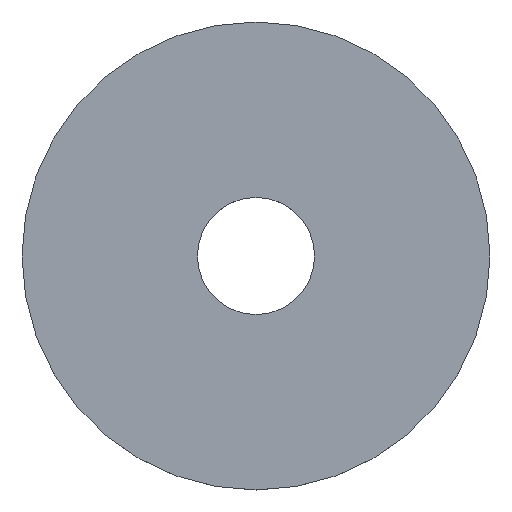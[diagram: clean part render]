
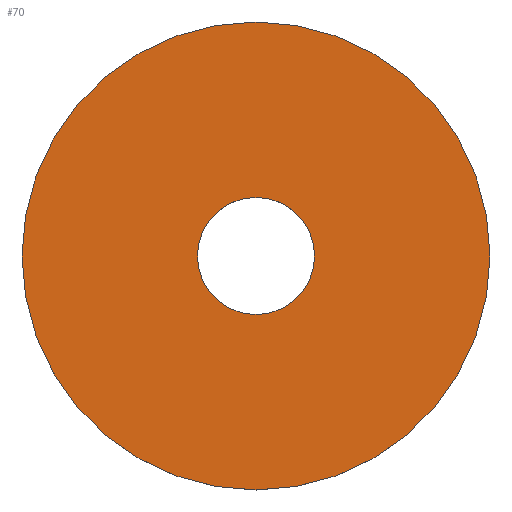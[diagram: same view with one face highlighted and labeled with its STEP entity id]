
A CAD part, top view. The second image highlights one B-rep face of the part: STEP entity #70.
In plain terms, the highlighted planar face has unit normal (0, 0, 1).
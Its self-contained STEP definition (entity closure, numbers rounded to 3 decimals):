
#3 = EDGE_CURVE ( 'NONE', #135, #135, #141, .T. ) ;
#8 = EDGE_CURVE ( 'NONE', #25, #25, #43, .T. ) ;
#25 = VERTEX_POINT ( 'NONE', #79 ) ;
#26 = CARTESIAN_POINT ( 'NONE',  ( 0., 10., 0.7 ) ) ;
#33 = DIRECTION ( 'NONE',  ( 0., 1., 0. ) ) ;
#34 = PLANE ( 'NONE',  #55 ) ;
#37 = DIRECTION ( 'NONE',  ( 0., 0., -1. ) ) ;
#43 = CIRCLE ( 'NONE', #102, 2.5 ) ;
#49 = FACE_BOUND ( 'NONE', #140, .T. ) ;
#51 = AXIS2_PLACEMENT_3D ( 'NONE', #115, #151, #166 ) ;
#55 = AXIS2_PLACEMENT_3D ( 'NONE', #99, #72, #152 ) ;
#70 = ADVANCED_FACE ( 'NONE', ( #49, #74 ), #34, .T. ) ;
#72 = DIRECTION ( 'NONE',  ( 0., 0., 1. ) ) ;
#74 = FACE_OUTER_BOUND ( 'NONE', #112, .T. ) ;
#79 = CARTESIAN_POINT ( 'NONE',  ( 0., 2.5, 0.7 ) ) ;
#99 = CARTESIAN_POINT ( 'NONE',  ( 0., 2.5, 0.7 ) ) ;
#102 = AXIS2_PLACEMENT_3D ( 'NONE', #117, #37, #33 ) ;
#112 = EDGE_LOOP ( 'NONE', ( #163 ) ) ;
#115 = CARTESIAN_POINT ( 'NONE',  ( 0., 0., 0.7 ) ) ;
#117 = CARTESIAN_POINT ( 'NONE',  ( 0., 0., 0.7 ) ) ;
#135 = VERTEX_POINT ( 'NONE', #26 ) ;
#140 = EDGE_LOOP ( 'NONE', ( #155 ) ) ;
#141 = CIRCLE ( 'NONE', #51, 10. ) ;
#151 = DIRECTION ( 'NONE',  ( 0., 0., -1. ) ) ;
#152 = DIRECTION ( 'NONE',  ( 0., -1., 0. ) ) ;
#155 = ORIENTED_EDGE ( 'NONE', *, *, #8, .T. ) ;
#163 = ORIENTED_EDGE ( 'NONE', *, *, #3, .F. ) ;
#166 = DIRECTION ( 'NONE',  ( 0., 1., 0. ) ) ;
